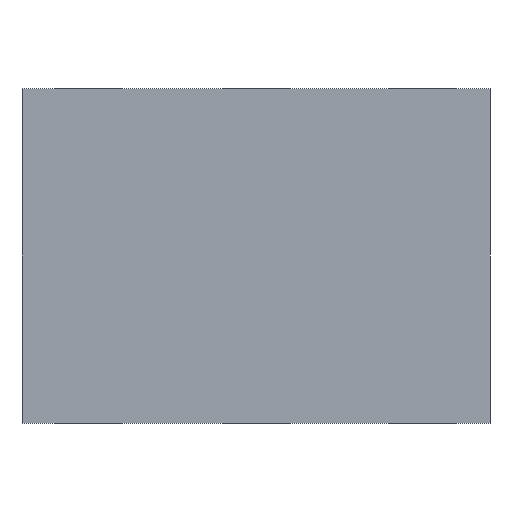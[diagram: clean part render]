
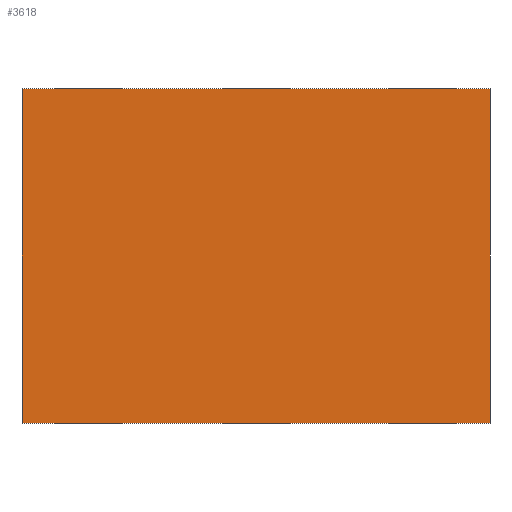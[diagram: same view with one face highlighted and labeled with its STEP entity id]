
A CAD part, left-side view. The second image highlights one B-rep face of the part: STEP entity #3618.
In plain terms, the highlighted planar face has unit normal (-1, 0, 0).
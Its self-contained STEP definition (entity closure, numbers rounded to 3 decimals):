
#632=ORIENTED_EDGE('',*,*,#1408,.T.);
#633=ORIENTED_EDGE('',*,*,#1411,.T.);
#634=ORIENTED_EDGE('',*,*,#1401,.T.);
#635=ORIENTED_EDGE('',*,*,#1412,.T.);
#1401=EDGE_CURVE('',#1838,#1839,#2247,.T.);
#1408=EDGE_CURVE('',#1844,#1845,#2254,.T.);
#1411=EDGE_CURVE('',#1845,#1838,#2257,.T.);
#1412=EDGE_CURVE('',#1839,#1844,#2258,.T.);
#1838=VERTEX_POINT('',#6129);
#1839=VERTEX_POINT('',#6130);
#1844=VERTEX_POINT('',#6144);
#1845=VERTEX_POINT('',#6145);
#2247=LINE('',#6128,#2721);
#2254=LINE('',#6143,#2728);
#2257=LINE('',#6149,#2731);
#2258=LINE('',#6151,#2732);
#2721=VECTOR('',#5117,1000.);
#2728=VECTOR('',#5128,1000.);
#2731=VECTOR('',#5133,1000.);
#2732=VECTOR('',#5136,1000.);
#3066=EDGE_LOOP('',(#632,#633,#634,#635));
#3266=FACE_BOUND('',#3066,.T.);
#3442=PLANE('',#4540);
#3618=ADVANCED_FACE('',(#3266),#3442,.T.);
#4540=AXIS2_PLACEMENT_3D('',#6152,#5137,#5138);
#5117=DIRECTION('',(0.,-1.,0.));
#5128=DIRECTION('',(0.,1.,0.));
#5133=DIRECTION('',(0.,0.,-1.));
#5136=DIRECTION('',(0.,0.,1.));
#5137=DIRECTION('',(-1.,0.,0.));
#5138=DIRECTION('',(0.,-1.,0.));
#6128=CARTESIAN_POINT('',(0.,0.7,-0.5));
#6129=CARTESIAN_POINT('',(0.,0.7,-0.5));
#6130=CARTESIAN_POINT('',(0.,-0.7,-0.5));
#6143=CARTESIAN_POINT('',(0.,-0.7,0.5));
#6144=CARTESIAN_POINT('',(0.,-0.7,0.5));
#6145=CARTESIAN_POINT('',(0.,0.7,0.5));
#6149=CARTESIAN_POINT('',(0.,0.7,0.5));
#6151=CARTESIAN_POINT('',(0.,-0.7,-0.5));
#6152=CARTESIAN_POINT('',(0.,0.,0.));
